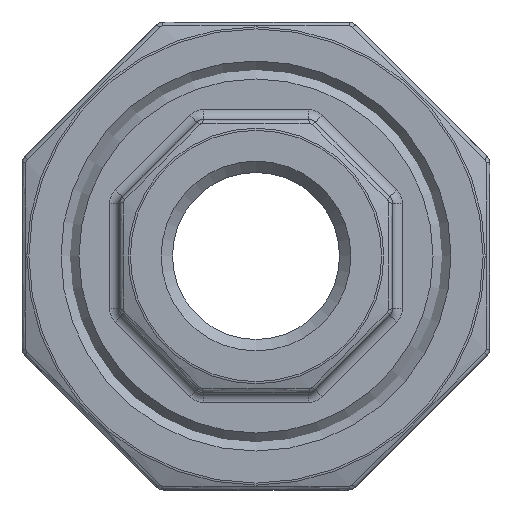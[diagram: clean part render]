
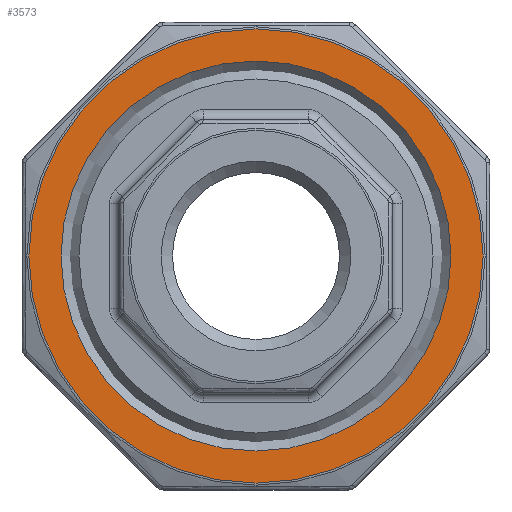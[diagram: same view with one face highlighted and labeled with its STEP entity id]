
A CAD part, left-side view. The second image highlights one B-rep face of the part: STEP entity #3573.
In plain terms, the highlighted planar face has unit normal (-1, 0, 0).
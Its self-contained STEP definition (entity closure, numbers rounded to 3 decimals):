
#517 = DIRECTION ( 'NONE',  ( -1., 0., 0. ) ) ;
#757 = DIRECTION ( 'NONE',  ( 1., 0., 0. ) ) ;
#2440 = PLANE ( 'NONE',  #4965 ) ;
#2480 = CARTESIAN_POINT ( 'NONE',  ( -8., 0., 0. ) ) ;
#2817 = ORIENTED_EDGE ( 'NONE', *, *, #15552, .T. ) ;
#3573 = ADVANCED_FACE ( 'NONE', ( #7328, #9203 ), #2440, .T. ) ;
#4355 = CARTESIAN_POINT ( 'NONE',  ( -8., 19.19, 0. ) ) ;
#4965 = AXIS2_PLACEMENT_3D ( 'NONE', #4355, #11202, #14509 ) ;
#7328 = FACE_OUTER_BOUND ( 'NONE', #8755, .T. ) ;
#8755 = EDGE_LOOP ( 'NONE', ( #2817 ) ) ;
#9203 = FACE_BOUND ( 'NONE', #14768, .T. ) ;
#10436 = EDGE_CURVE ( 'NONE', #14280, #14280, #11004, .T. ) ;
#11004 = CIRCLE ( 'NONE', #14884, 10. ) ;
#11202 = DIRECTION ( 'NONE',  ( -1., 0., 0. ) ) ;
#11400 = CARTESIAN_POINT ( 'NONE',  ( -8., 0., 11.647 ) ) ;
#12150 = ORIENTED_EDGE ( 'NONE', *, *, #10436, .T. ) ;
#14234 = DIRECTION ( 'NONE',  ( 0., 0., 1. ) ) ;
#14280 = VERTEX_POINT ( 'NONE', #15832 ) ;
#14509 = DIRECTION ( 'NONE',  ( 0., 0., 1. ) ) ;
#14768 = EDGE_LOOP ( 'NONE', ( #12150 ) ) ;
#14884 = AXIS2_PLACEMENT_3D ( 'NONE', #15915, #757, #20801 ) ;
#15552 = EDGE_CURVE ( 'NONE', #17844, #17844, #20112, .T. ) ;
#15832 = CARTESIAN_POINT ( 'NONE',  ( -8., 0., -10. ) ) ;
#15915 = CARTESIAN_POINT ( 'NONE',  ( -8., 0., 0. ) ) ;
#17844 = VERTEX_POINT ( 'NONE', #11400 ) ;
#20112 = CIRCLE ( 'NONE', #21147, 11.647 ) ;
#20801 = DIRECTION ( 'NONE',  ( 0., 0., -1. ) ) ;
#21147 = AXIS2_PLACEMENT_3D ( 'NONE', #2480, #517, #14234 ) ;
